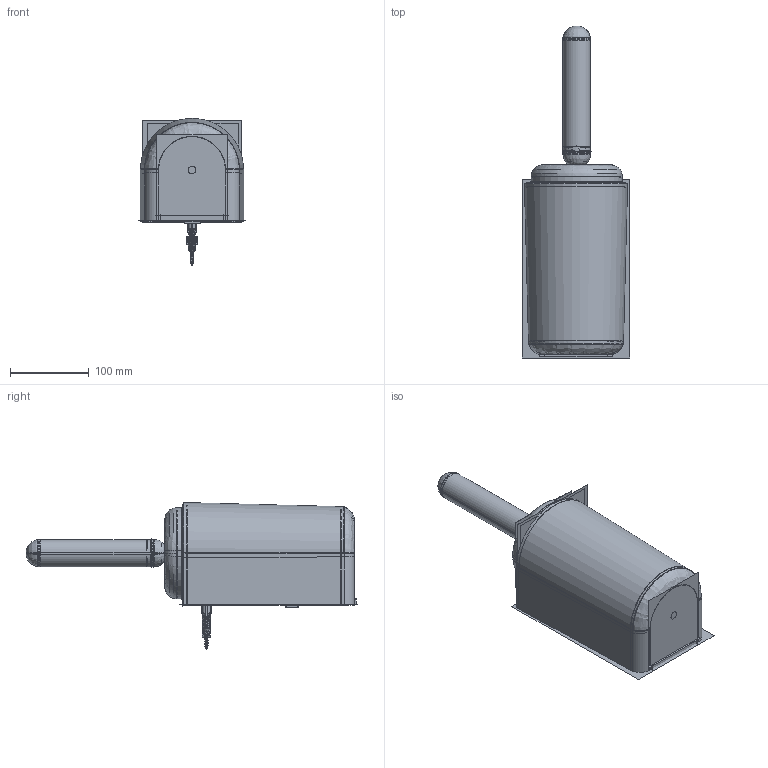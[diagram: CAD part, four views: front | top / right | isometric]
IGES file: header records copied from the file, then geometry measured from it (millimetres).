
Start section:  PTC IGES file: a44566_asm.igs
Global section: file name: a44566_asm.igs; native system: Creo Parametric by PTC Inc.; preprocessor: 2018300; author: kazem.moradi; organization: Unknown; date: 20210913.133916; units: millimetre
Bounding box: 136.2 x 421.66 x 186.92 mm (x, y, z)
Surface area: 781737.4 mm2 (no closed solid volume)
Topology: 0 solids, 0 shells, 1224 faces, 18131 edges, 23847 vertices
Faces by surface type: revolution 798, bspline 416, extrusion 10
